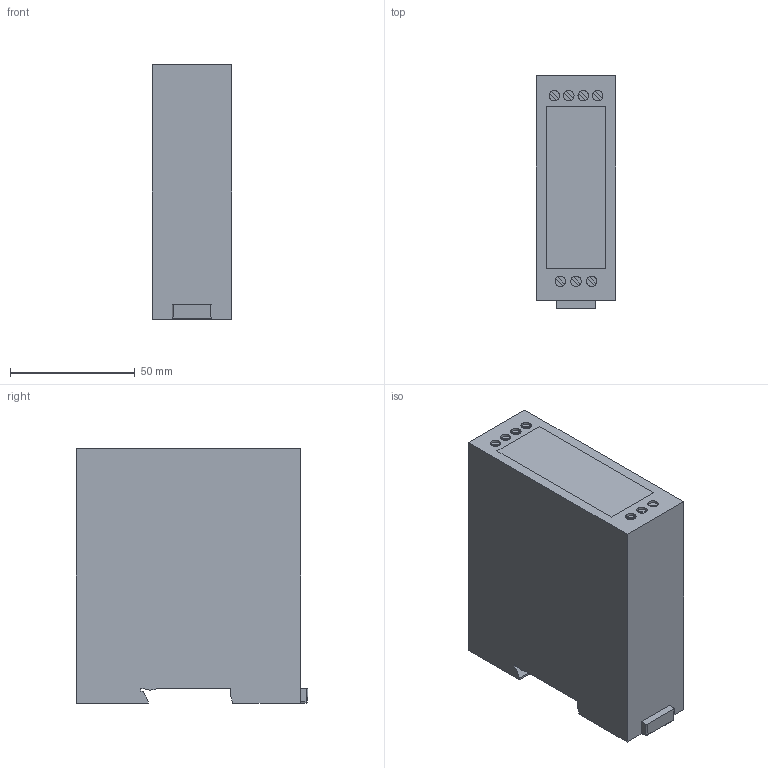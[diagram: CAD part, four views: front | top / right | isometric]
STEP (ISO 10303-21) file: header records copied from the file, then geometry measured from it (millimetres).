
FILE_DESCRIPTION (( 'STEP AP214' ), '1' );
FILE_NAME ('DMP11204.STEP', '2017-11-21T19:54:28', ( '' ), ( '' ), 'SwSTEP 2.0', 'SolidWorks 2017', '' );
FILE_SCHEMA (( 'AUTOMOTIVE_DESIGN' ));
Length unit declared in the file: millimetre
Products named in the file (1): DMP11204
Bounding box: 32 x 93 x 102 mm (x, y, z)
Volume: 287388.3 mm3; surface area: 30973.3 mm2
Topology: 1 solids, 1 shells, 77 faces, 199 edges, 132 vertices
Faces by surface type: plane 56, cylinder 19, sphere 2
Entity records: 2406 total; most frequent: DIRECTION 417, CARTESIAN_POINT 415, ORIENTED_EDGE 398, EDGE_CURVE 199, AXIS2_PLACEMENT_3D 142, LINE 133, VECTOR 133, VERTEX_POINT 132
